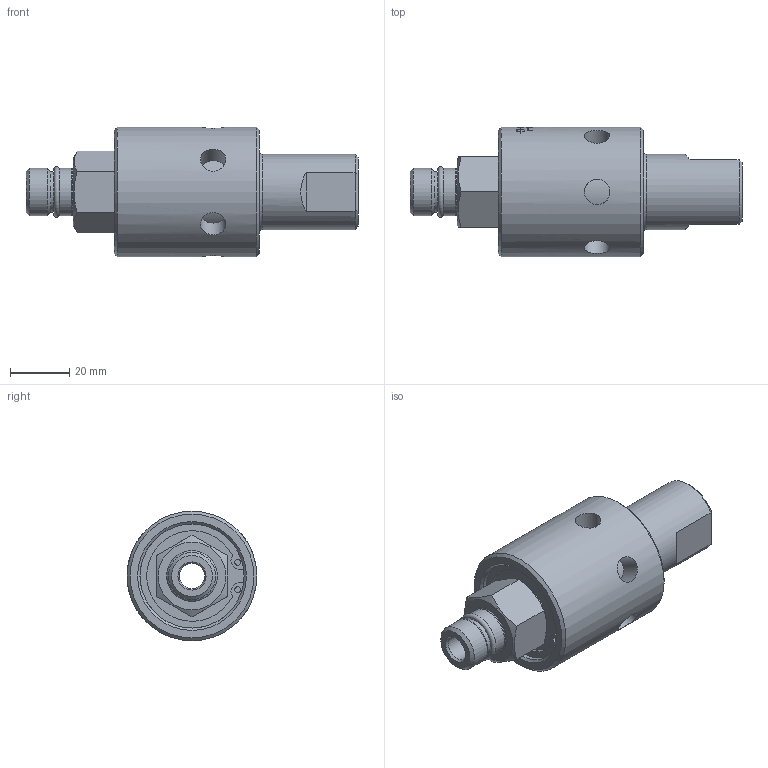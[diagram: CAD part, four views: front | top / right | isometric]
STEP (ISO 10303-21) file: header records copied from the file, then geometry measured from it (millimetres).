
FILE_DESCRIPTION(/* description */ (''),/* implementation_level */ '2;1');
FILE_NAME(/* name */ '1116-048-143-IC.stp',/* time_stamp */ '2020-05-14T11:25:21-05:00',/* author */ ('moorera'),/* organization */ (''),/* preprocessor_version */ 'ST-DEVELOPER v18.1',/* originating_system */ 'Autodesk Inventor 2020',/* authorisation */ '');
FILE_SCHEMA (('AUTOMOTIVE_DESIGN { 1 0 10303 214 3 1 1 }'));
Products named in the file (1): 1116-048-143-IC
Bounding box: 111.9 x 43.7 x 43.7 mm (x, y, z)
Volume: 87925.9 mm3; surface area: 19727.1 mm2
Topology: 2 solids, 2 shells, 375 faces, 984 edges, 662 vertices
Faces by surface type: bspline 163, plane 129, cylinder 66, cone 13, torus 4
Full cylindrical faces by diameter (mm): 1.981 x2, 8.5 x1, 8.6 x6, 10.719 x1, 13.5 x1, 15.968 x1, 16.025 x1, 19.84 x1, 25.4 x1, 35.08 x1, 37.25 x1, 43.7 x1
Entity records: 47500 total; most frequent: CARTESIAN_POINT 38785, ORIENTED_EDGE 1968, DIRECTION 1413, EDGE_CURVE 984, VERTEX_POINT 662, AXIS2_PLACEMENT_3D 512, EDGE_LOOP 430, LINE 389
